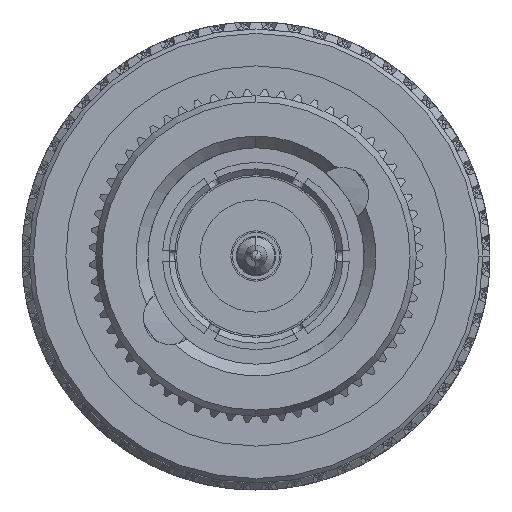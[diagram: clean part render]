
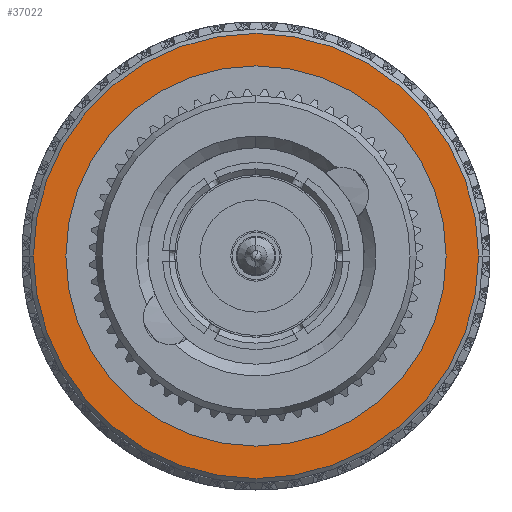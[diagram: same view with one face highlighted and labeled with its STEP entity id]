
A CAD part, front view. The second image highlights one B-rep face of the part: STEP entity #37022.
In plain terms, the highlighted face is planar.
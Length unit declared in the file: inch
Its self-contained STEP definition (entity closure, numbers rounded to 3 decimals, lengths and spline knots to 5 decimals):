
#2032 = DIRECTION ( 'NONE',  ( 1., 0., 0. ) ) ;
#5623 = AXIS2_PLACEMENT_3D ( 'NONE', #110815, #15429, #103377 ) ;
#15429 = DIRECTION ( 'NONE',  ( 1., 0., 0. ) ) ;
#22561 = DIRECTION ( 'NONE',  ( -1., 0., 0. ) ) ;
#22970 = ORIENTED_EDGE ( 'NONE', *, *, #94099, .F. ) ;
#24541 = CARTESIAN_POINT ( 'NONE',  ( 0.66697, 0.38054, 0. ) ) ;
#26168 = DIRECTION ( 'NONE',  ( 0., 1., 0. ) ) ;
#26594 = CIRCLE ( 'NONE', #30261, 0.38054 ) ;
#30261 = AXIS2_PLACEMENT_3D ( 'NONE', #33037, #67837, #57603 ) ;
#30600 = AXIS2_PLACEMENT_3D ( 'NONE', #83695, #22561, #39140 ) ;
#33037 = CARTESIAN_POINT ( 'NONE',  ( 0.66697, 0., 0. ) ) ;
#34113 = VERTEX_POINT ( 'NONE', #66576 ) ;
#34403 = VERTEX_POINT ( 'NONE', #100779 ) ;
#36165 = EDGE_CURVE ( 'NONE', #57957, #34403, #26594, .T. ) ;
#36442 = DIRECTION ( 'NONE',  ( 1., 0., 0. ) ) ;
#37020 = FACE_OUTER_BOUND ( 'NONE', #55645, .T. ) ;
#37022 = ADVANCED_FACE ( 'NONE', ( #37020, #54130 ), #70132, .T. ) ;
#37541 = ORIENTED_EDGE ( 'NONE', *, *, #112509, .F. ) ;
#39140 = DIRECTION ( 'NONE',  ( 0., 1., 0. ) ) ;
#43421 = CARTESIAN_POINT ( 'NONE',  ( 0.66697, 0.325, 0. ) ) ;
#50659 = ORIENTED_EDGE ( 'NONE', *, *, #65720, .F. ) ;
#54130 = FACE_BOUND ( 'NONE', #74282, .T. ) ;
#55645 = EDGE_LOOP ( 'NONE', ( #37541, #100030 ) ) ;
#57603 = DIRECTION ( 'NONE',  ( 0., 1., 0. ) ) ;
#57957 = VERTEX_POINT ( 'NONE', #24541 ) ;
#65720 = EDGE_CURVE ( 'NONE', #34113, #81884, #73132, .T. ) ;
#66576 = CARTESIAN_POINT ( 'NONE',  ( 0.66697, -0.325, 0. ) ) ;
#67837 = DIRECTION ( 'NONE',  ( -1., 0., 0. ) ) ;
#70132 = PLANE ( 'NONE',  #103269 ) ;
#70684 = CARTESIAN_POINT ( 'NONE',  ( 0.66697, 0.29553, 0. ) ) ;
#73132 = CIRCLE ( 'NONE', #5623, 0.325 ) ;
#74282 = EDGE_LOOP ( 'NONE', ( #50659, #22970 ) ) ;
#75474 = AXIS2_PLACEMENT_3D ( 'NONE', #103905, #2032, #77026 ) ;
#77026 = DIRECTION ( 'NONE',  ( 0., 1., 0. ) ) ;
#81706 = CIRCLE ( 'NONE', #30600, 0.38054 ) ;
#81884 = VERTEX_POINT ( 'NONE', #43421 ) ;
#83695 = CARTESIAN_POINT ( 'NONE',  ( 0.66697, 0., 0. ) ) ;
#94099 = EDGE_CURVE ( 'NONE', #81884, #34113, #110144, .T. ) ;
#100030 = ORIENTED_EDGE ( 'NONE', *, *, #36165, .F. ) ;
#100779 = CARTESIAN_POINT ( 'NONE',  ( 0.66697, -0.38054, 0. ) ) ;
#103269 = AXIS2_PLACEMENT_3D ( 'NONE', #70684, #36442, #26168 ) ;
#103377 = DIRECTION ( 'NONE',  ( 0., 1., 0. ) ) ;
#103905 = CARTESIAN_POINT ( 'NONE',  ( 0.66697, 0., 0. ) ) ;
#110144 = CIRCLE ( 'NONE', #75474, 0.325 ) ;
#110815 = CARTESIAN_POINT ( 'NONE',  ( 0.66697, 0., 0. ) ) ;
#112509 = EDGE_CURVE ( 'NONE', #34403, #57957, #81706, .T. ) ;
